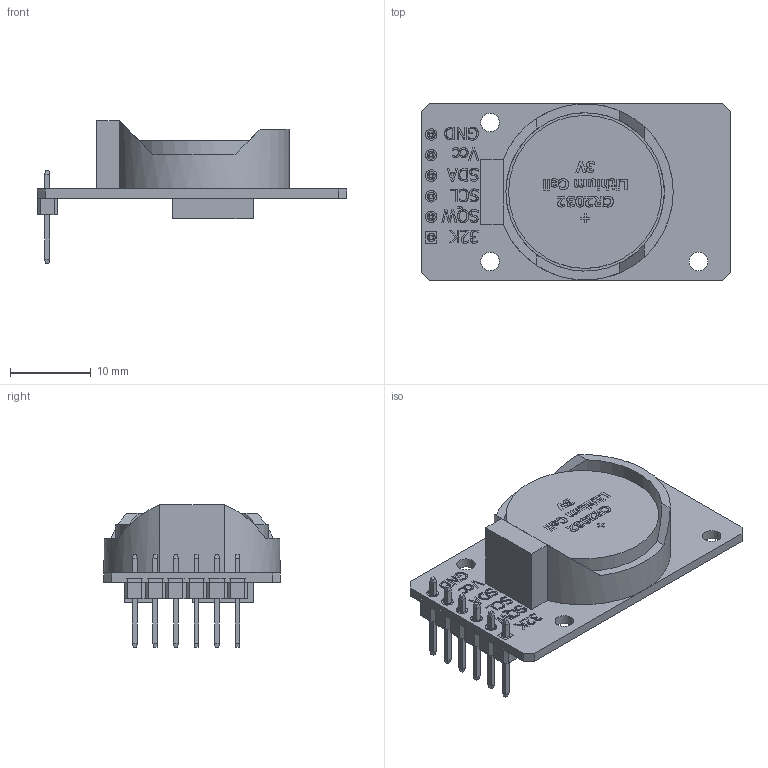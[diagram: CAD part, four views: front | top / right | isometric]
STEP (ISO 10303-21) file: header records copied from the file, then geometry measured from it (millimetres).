
FILE_DESCRIPTION(/* description */ (''),/* implementation_level */ '2;1');
FILE_NAME(/* name */ '_DS3231 Timer Assembly Kwalik.fdaef52f-2e1e-4255-bde7-56758efbfa0f.f3d.__gcx3d__.stp',/* time_stamp */ '2019-01-20T21:21:03+07:00',/* author */ ('christhoperbayu90'),/* organization */ (''),/* preprocessor_version */ 'ST-DEVELOPER v17.2',/* originating_system */ 'Autodesk Translation Framework v7.6.0.251',/* authorisation */ '');
FILE_SCHEMA (('AUTOMOTIVE_DESIGN { 1 0 10303 214 3 1 1 }'));
Length unit declared in the file: millimetre
Products named in the file (5): DS3231 Timer Assembly Kwalik; PCB Timer; Battery Holder; ICs; HEADER10P
Assembly tree (4 placements, depth 2):
  DS3231 Timer Assembly Kwalik
    PCB Timer
    Battery Holder
    ICs
    HEADER10P
Bounding box: 38.34 x 21.8 x 17.63 mm (x, y, z)
Volume: 3600.7 mm3; surface area: 4275.5 mm2
Topology: 10 solids, 10 shells, 1346 faces, 3601 edges, 2378 vertices
Faces by surface type: plane 760, bspline 564, cylinder 22
Full cylindrical faces by diameter (mm): 1 x6, 1.432 x10, 2.3 x3, 18.94 x1, 19.6 x1
Entity records: 44954 total; most frequent: CARTESIAN_POINT 14675, ORIENTED_EDGE 7202, DIRECTION 4117, EDGE_CURVE 3601, LINE 2411, VECTOR 2411, VERTEX_POINT 2378, EDGE_LOOP 1467
